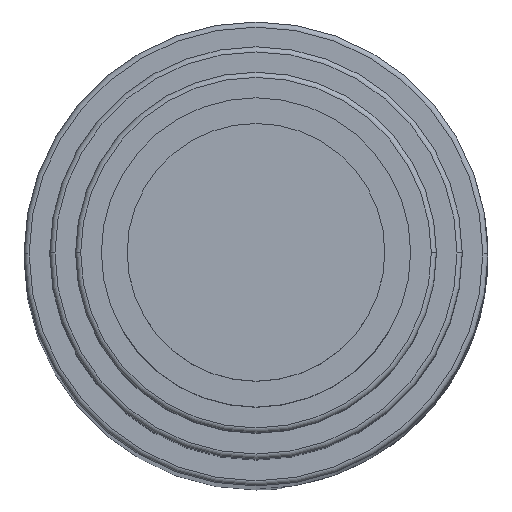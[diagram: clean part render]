
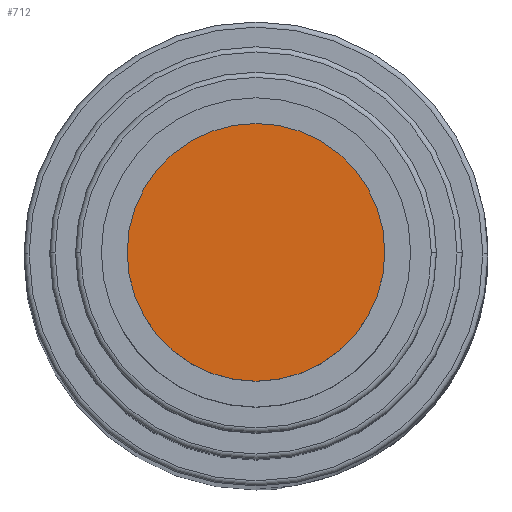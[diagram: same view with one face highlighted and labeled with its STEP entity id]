
A CAD part, top view. The second image highlights one B-rep face of the part: STEP entity #712.
In plain terms, the highlighted planar face has unit normal (0, 0, 1).
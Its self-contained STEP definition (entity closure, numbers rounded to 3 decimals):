
#193=CARTESIAN_POINT('',(0.,0.,101.));
#194=DIRECTION('',(0.,0.,1.));
#195=DIRECTION('',(1.,0.,0.));
#196=AXIS2_PLACEMENT_3D('',#193,#194,#195);
#198=CARTESIAN_POINT('',(0.,0.,101.));
#199=DIRECTION('',(0.,0.,1.));
#200=DIRECTION('',(-1.,0.,0.));
#201=AXIS2_PLACEMENT_3D('',#198,#199,#200);
#392=CARTESIAN_POINT('',(5.,0.,101.));
#393=CARTESIAN_POINT('',(-5.,0.,101.));
#394=VERTEX_POINT('',#392);
#395=VERTEX_POINT('',#393);
#703=CARTESIAN_POINT('',(0.,0.,101.));
#704=DIRECTION('',(0.,0.,1.));
#705=DIRECTION('',(1.,0.,0.));
#706=AXIS2_PLACEMENT_3D('',#703,#704,#705);
#707=PLANE('',#706);
#708=ORIENTED_EDGE('',*,*,#659,.F.);
#709=ORIENTED_EDGE('',*,*,#685,.F.);
#710=EDGE_LOOP('',(#708,#709));
#711=FACE_OUTER_BOUND('',#710,.F.);
#712=ADVANCED_FACE('',(#711),#707,.T.);
#197=CIRCLE('',#196,5.);
#202=CIRCLE('',#201,5.);
#659=EDGE_CURVE('',#394,#395,#197,.T.);
#685=EDGE_CURVE('',#395,#394,#202,.T.);
